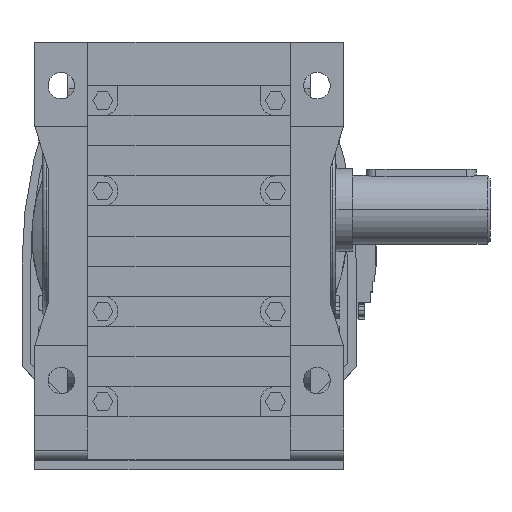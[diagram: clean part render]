
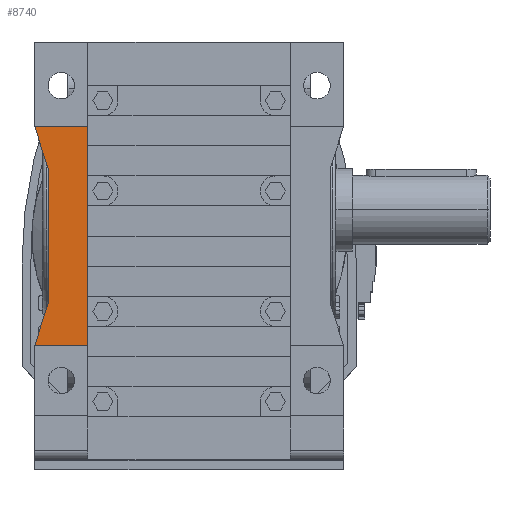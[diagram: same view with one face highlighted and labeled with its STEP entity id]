
A CAD part, top view. The second image highlights one B-rep face of the part: STEP entity #8740.
In plain terms, the highlighted planar face has unit normal (0, 0, 1).
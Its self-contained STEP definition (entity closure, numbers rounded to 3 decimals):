
#224 = PLANE('',#225);
#225 = AXIS2_PLACEMENT_3D('',#226,#227,#228);
#226 = CARTESIAN_POINT('',(78.5,42.,80.));
#227 = DIRECTION('',(0.,1.,0.));
#228 = DIRECTION('',(0.,0.,1.));
#252 = PLANE('',#253);
#253 = AXIS2_PLACEMENT_3D('',#254,#255,#256);
#254 = CARTESIAN_POINT('',(-51.5,85.,67.19));
#255 = DIRECTION('',(-1.,0.,0.));
#256 = DIRECTION('',(0.,0.,1.));
#740 = PLANE('',#741);
#741 = AXIS2_PLACEMENT_3D('',#742,#743,#744);
#742 = CARTESIAN_POINT('',(-78.5,-69.,80.));
#743 = DIRECTION('',(-0.952,0.306,0.));
#744 = DIRECTION('',(-0.306,-0.952,0.));
#768 = PLANE('',#769);
#769 = AXIS2_PLACEMENT_3D('',#770,#771,#772);
#770 = CARTESIAN_POINT('',(-71.75,-48.,80.));
#771 = DIRECTION('',(-1.,0.,0.));
#772 = DIRECTION('',(0.,0.,1.));
#796 = PLANE('',#797);
#797 = AXIS2_PLACEMENT_3D('',#798,#799,#800);
#798 = CARTESIAN_POINT('',(-71.75,21.,80.));
#799 = DIRECTION('',(-0.952,-0.306,0.));
#800 = DIRECTION('',(0.306,-0.952,0.));
#2014 = VERTEX_POINT('',#2015);
#2015 = CARTESIAN_POINT('',(-51.5,42.,77.69));
#2036 = EDGE_CURVE('',#2037,#2014,#2039,.T.);
#2037 = VERTEX_POINT('',#2038);
#2038 = CARTESIAN_POINT('',(-51.5,-69.,77.69));
#2039 = SURFACE_CURVE('',#2040,(#2044,#2051),.PCURVE_S1.);
#2040 = LINE('',#2041,#2042);
#2041 = CARTESIAN_POINT('',(-51.5,42.,77.69));
#2042 = VECTOR('',#2043,1.);
#2043 = DIRECTION('',(0.,1.,0.));
#2044 = PCURVE('',#252,#2045);
#2045 = DEFINITIONAL_REPRESENTATION('',(#2046),#2050);
#2046 = LINE('',#2047,#2048);
#2047 = CARTESIAN_POINT('',(10.5,-43.));
#2048 = VECTOR('',#2049,1.);
#2049 = DIRECTION('',(0.,1.));
#2050 = ( GEOMETRIC_REPRESENTATION_CONTEXT(2) 
PARAMETRIC_REPRESENTATION_CONTEXT() REPRESENTATION_CONTEXT('2D SPACE',''
  ) );
#2051 = PCURVE('',#2052,#2057);
#2052 = PLANE('',#2053);
#2053 = AXIS2_PLACEMENT_3D('',#2054,#2055,#2056);
#2054 = CARTESIAN_POINT('',(78.5,42.,77.69));
#2055 = DIRECTION('',(0.,0.,-1.));
#2056 = DIRECTION('',(0.,1.,0.));
#2057 = DEFINITIONAL_REPRESENTATION('',(#2058),#2062);
#2058 = LINE('',#2059,#2060);
#2059 = CARTESIAN_POINT('',(0.,-130.));
#2060 = VECTOR('',#2061,1.);
#2061 = DIRECTION('',(1.,0.));
#2062 = ( GEOMETRIC_REPRESENTATION_CONTEXT(2) 
PARAMETRIC_REPRESENTATION_CONTEXT() REPRESENTATION_CONTEXT('2D SPACE',''
  ) );
#2078 = PLANE('',#2079);
#2079 = AXIS2_PLACEMENT_3D('',#2080,#2081,#2082);
#2080 = CARTESIAN_POINT('',(78.5,-69.,80.));
#2081 = DIRECTION('',(0.,-1.,0.));
#2082 = DIRECTION('',(0.,0.,-1.));
#2094 = VERTEX_POINT('',#2095);
#2095 = CARTESIAN_POINT('',(-78.5,42.,77.69));
#2143 = EDGE_CURVE('',#2014,#2094,#2144,.T.);
#2144 = SURFACE_CURVE('',#2145,(#2149,#2156),.PCURVE_S1.);
#2145 = LINE('',#2146,#2147);
#2146 = CARTESIAN_POINT('',(78.5,42.,77.69));
#2147 = VECTOR('',#2148,1.);
#2148 = DIRECTION('',(-1.,0.,0.));
#2149 = PCURVE('',#224,#2150);
#2150 = DEFINITIONAL_REPRESENTATION('',(#2151),#2155);
#2151 = LINE('',#2152,#2153);
#2152 = CARTESIAN_POINT('',(-2.31,0.));
#2153 = VECTOR('',#2154,1.);
#2154 = DIRECTION('',(0.,-1.));
#2155 = ( GEOMETRIC_REPRESENTATION_CONTEXT(2) 
PARAMETRIC_REPRESENTATION_CONTEXT() REPRESENTATION_CONTEXT('2D SPACE',''
  ) );
#2156 = PCURVE('',#2052,#2157);
#2157 = DEFINITIONAL_REPRESENTATION('',(#2158),#2162);
#2158 = LINE('',#2159,#2160);
#2159 = CARTESIAN_POINT('',(0.,0.));
#2160 = VECTOR('',#2161,1.);
#2161 = DIRECTION('',(0.,-1.));
#2162 = ( GEOMETRIC_REPRESENTATION_CONTEXT(2) 
PARAMETRIC_REPRESENTATION_CONTEXT() REPRESENTATION_CONTEXT('2D SPACE',''
  ) );
#3574 = EDGE_CURVE('',#3575,#2094,#3577,.T.);
#3575 = VERTEX_POINT('',#3576);
#3576 = CARTESIAN_POINT('',(-71.75,21.,77.69));
#3577 = SURFACE_CURVE('',#3578,(#3582,#3589),.PCURVE_S1.);
#3578 = LINE('',#3579,#3580);
#3579 = CARTESIAN_POINT('',(-63.798,-3.739,77.69));
#3580 = VECTOR('',#3581,1.);
#3581 = DIRECTION('',(-0.306,0.952,0.
    ));
#3582 = PCURVE('',#796,#3583);
#3583 = DEFINITIONAL_REPRESENTATION('',(#3584),#3588);
#3584 = LINE('',#3585,#3586);
#3585 = CARTESIAN_POINT('',(25.985,-2.31));
#3586 = VECTOR('',#3587,1.);
#3587 = DIRECTION('',(-1.,0.));
#3588 = ( GEOMETRIC_REPRESENTATION_CONTEXT(2) 
PARAMETRIC_REPRESENTATION_CONTEXT() REPRESENTATION_CONTEXT('2D SPACE',''
  ) );
#3589 = PCURVE('',#2052,#3590);
#3590 = DEFINITIONAL_REPRESENTATION('',(#3591),#3595);
#3591 = LINE('',#3592,#3593);
#3592 = CARTESIAN_POINT('',(-45.739,-142.298));
#3593 = VECTOR('',#3594,1.);
#3594 = DIRECTION('',(0.952,-0.306));
#3595 = ( GEOMETRIC_REPRESENTATION_CONTEXT(2) 
PARAMETRIC_REPRESENTATION_CONTEXT() REPRESENTATION_CONTEXT('2D SPACE',''
  ) );
#3624 = VERTEX_POINT('',#3625);
#3625 = CARTESIAN_POINT('',(-78.5,-69.,77.69));
#4974 = EDGE_CURVE('',#4975,#3575,#4977,.T.);
#4975 = VERTEX_POINT('',#4976);
#4976 = CARTESIAN_POINT('',(-71.75,-48.,77.69));
#4977 = SURFACE_CURVE('',#4978,(#4982,#4989),.PCURVE_S1.);
#4978 = LINE('',#4979,#4980);
#4979 = CARTESIAN_POINT('',(-71.75,42.,77.69));
#4980 = VECTOR('',#4981,1.);
#4981 = DIRECTION('',(0.,1.,0.));
#4982 = PCURVE('',#768,#4983);
#4983 = DEFINITIONAL_REPRESENTATION('',(#4984),#4988);
#4984 = LINE('',#4985,#4986);
#4985 = CARTESIAN_POINT('',(-2.31,90.));
#4986 = VECTOR('',#4987,1.);
#4987 = DIRECTION('',(0.,1.));
#4988 = ( GEOMETRIC_REPRESENTATION_CONTEXT(2) 
PARAMETRIC_REPRESENTATION_CONTEXT() REPRESENTATION_CONTEXT('2D SPACE',''
  ) );
#4989 = PCURVE('',#2052,#4990);
#4990 = DEFINITIONAL_REPRESENTATION('',(#4991),#4995);
#4991 = LINE('',#4992,#4993);
#4992 = CARTESIAN_POINT('',(0.,-150.25));
#4993 = VECTOR('',#4994,1.);
#4994 = DIRECTION('',(1.,0.));
#4995 = ( GEOMETRIC_REPRESENTATION_CONTEXT(2) 
PARAMETRIC_REPRESENTATION_CONTEXT() REPRESENTATION_CONTEXT('2D SPACE',''
  ) );
#5119 = EDGE_CURVE('',#3624,#4975,#5120,.T.);
#5120 = SURFACE_CURVE('',#5121,(#5125,#5132),.PCURVE_S1.);
#5121 = LINE('',#5122,#5123);
#5122 = CARTESIAN_POINT('',(-31.461,77.345,77.69));
#5123 = VECTOR('',#5124,1.);
#5124 = DIRECTION('',(0.306,0.952,0.)
  );
#5125 = PCURVE('',#740,#5126);
#5126 = DEFINITIONAL_REPRESENTATION('',(#5127),#5131);
#5127 = LINE('',#5128,#5129);
#5128 = CARTESIAN_POINT('',(-153.719,-2.31));
#5129 = VECTOR('',#5130,1.);
#5130 = DIRECTION('',(-1.,0.));
#5131 = ( GEOMETRIC_REPRESENTATION_CONTEXT(2) 
PARAMETRIC_REPRESENTATION_CONTEXT() REPRESENTATION_CONTEXT('2D SPACE',''
  ) );
#5132 = PCURVE('',#2052,#5133);
#5133 = DEFINITIONAL_REPRESENTATION('',(#5134),#5138);
#5134 = LINE('',#5135,#5136);
#5135 = CARTESIAN_POINT('',(35.345,-109.961));
#5136 = VECTOR('',#5137,1.);
#5137 = DIRECTION('',(0.952,0.306));
#5138 = ( GEOMETRIC_REPRESENTATION_CONTEXT(2) 
PARAMETRIC_REPRESENTATION_CONTEXT() REPRESENTATION_CONTEXT('2D SPACE',''
  ) );
#8740 = ADVANCED_FACE('',(#8741),#2052,.F.);
#8741 = FACE_BOUND('',#8742,.T.);
#8742 = EDGE_LOOP('',(#8743,#8764,#8765,#8766,#8767,#8768));
#8743 = ORIENTED_EDGE('',*,*,#8744,.F.);
#8744 = EDGE_CURVE('',#2037,#3624,#8745,.T.);
#8745 = SURFACE_CURVE('',#8746,(#8750,#8757),.PCURVE_S1.);
#8746 = LINE('',#8747,#8748);
#8747 = CARTESIAN_POINT('',(78.5,-69.,77.69));
#8748 = VECTOR('',#8749,1.);
#8749 = DIRECTION('',(-1.,0.,0.));
#8750 = PCURVE('',#2052,#8751);
#8751 = DEFINITIONAL_REPRESENTATION('',(#8752),#8756);
#8752 = LINE('',#8753,#8754);
#8753 = CARTESIAN_POINT('',(-111.,0.));
#8754 = VECTOR('',#8755,1.);
#8755 = DIRECTION('',(0.,-1.));
#8756 = ( GEOMETRIC_REPRESENTATION_CONTEXT(2) 
PARAMETRIC_REPRESENTATION_CONTEXT() REPRESENTATION_CONTEXT('2D SPACE',''
  ) );
#8757 = PCURVE('',#2078,#8758);
#8758 = DEFINITIONAL_REPRESENTATION('',(#8759),#8763);
#8759 = LINE('',#8760,#8761);
#8760 = CARTESIAN_POINT('',(2.31,0.));
#8761 = VECTOR('',#8762,1.);
#8762 = DIRECTION('',(0.,-1.));
#8763 = ( GEOMETRIC_REPRESENTATION_CONTEXT(2) 
PARAMETRIC_REPRESENTATION_CONTEXT() REPRESENTATION_CONTEXT('2D SPACE',''
  ) );
#8764 = ORIENTED_EDGE('',*,*,#2036,.T.);
#8765 = ORIENTED_EDGE('',*,*,#2143,.T.);
#8766 = ORIENTED_EDGE('',*,*,#3574,.F.);
#8767 = ORIENTED_EDGE('',*,*,#4974,.F.);
#8768 = ORIENTED_EDGE('',*,*,#5119,.F.);
